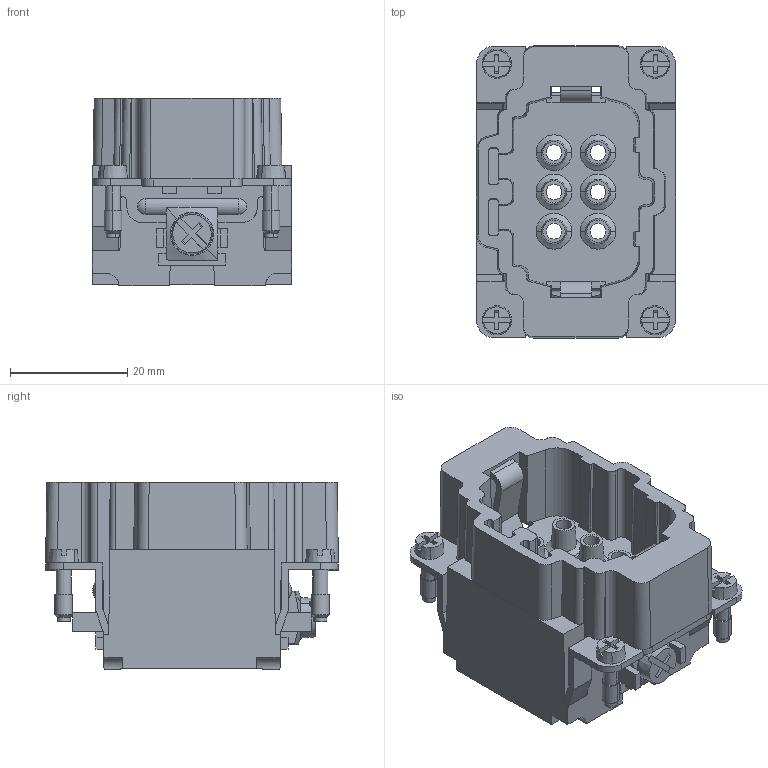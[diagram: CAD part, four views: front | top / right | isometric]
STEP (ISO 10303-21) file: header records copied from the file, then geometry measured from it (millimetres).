
FILE_DESCRIPTION(('Creo Elements/Direct Modeling STEP Export'),'2;1');
FILE_NAME('model.stp','2020-05-27T 9:22:57',(''),(''),'Creo Elements/Direct Modeling STEP processor for AP214 (Solid Model)','Creo Elements/Direct Modeling 20.1A 29-Sep-2018 (C) Parametric Technology GmbH','');
FILE_SCHEMA(('AUTOMOTIVE_DESIGN { 1 0 10303 214 1 1 1 1 }'));
Length unit declared in the file: millimetre
Products named in the file (2): HC_B6_I_CT_M-select
Assembly tree (1 placements, depth 2):
  HC_B6_I_CT_M-select
    HC_B6_I_CT_M-select
Bounding box: 34 x 50 x 31.95 mm (x, y, z)
Volume: 26113.8 mm3; surface area: 13322.8 mm2
Topology: 1 solids, 1 shells, 505 faces, 1436 edges, 947 vertices
Faces by surface type: plane 333, cylinder 124, cone 44, sphere 4
Entity records: 20303 total; most frequent: CARTESIAN_POINT 3355, ORIENTED_EDGE 2872, DIRECTION 2465, EDGE_CURVE 1436, VECTOR 1021, LINE 1021, VERTEX_POINT 947, AXIS2_PLACEMENT_3D 722
